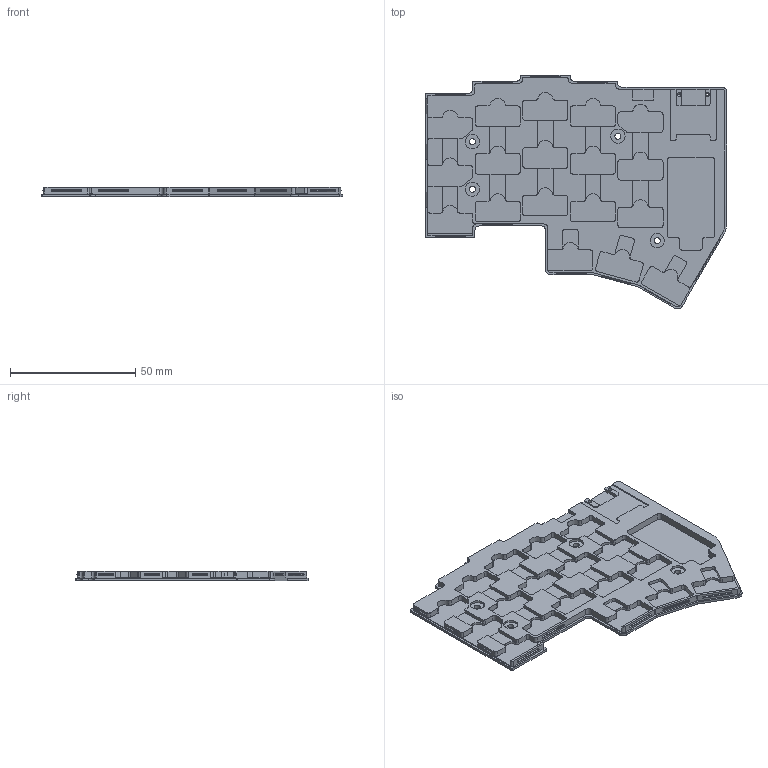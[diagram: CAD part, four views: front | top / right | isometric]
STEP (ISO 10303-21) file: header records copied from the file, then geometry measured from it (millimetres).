
FILE_DESCRIPTION(('FreeCAD Model'),'2;1');
FILE_NAME('Open CASCADE Shape Model','2025-11-16T02:03:17',(''),(''), 'Open CASCADE STEP processor 7.8','FreeCAD','Unknown');
FILE_SCHEMA(('AUTOMOTIVE_DESIGN { 1 0 10303 214 1 1 1 1 }'));
Length unit declared in the file: millimetre
Products named in the file (1): Fillet_R0.4mm_NS
Bounding box: 120.3 x 93.23 x 3.7 mm (x, y, z)
Volume: 20363.2 mm3; surface area: 21268 mm2
Topology: 1 solids, 1 shells, 535 faces, 1512 edges, 1004 vertices
Faces by surface type: plane 325, cylinder 204, cone 6
Full cylindrical faces by diameter (mm): 0.8 x2, 1.5 x2, 2.4 x4, 3.9 x4, 5.7 x4
Entity records: 37218 total; most frequent: CARTESIAN_POINT 6376, DIRECTION 5994, LINE 3676, VECTOR 3676, ORIENTED_EDGE 3024, PCURVE 3024, DEFINITIONAL_REPRESENTATION 3024, EDGE_CURVE 1512
